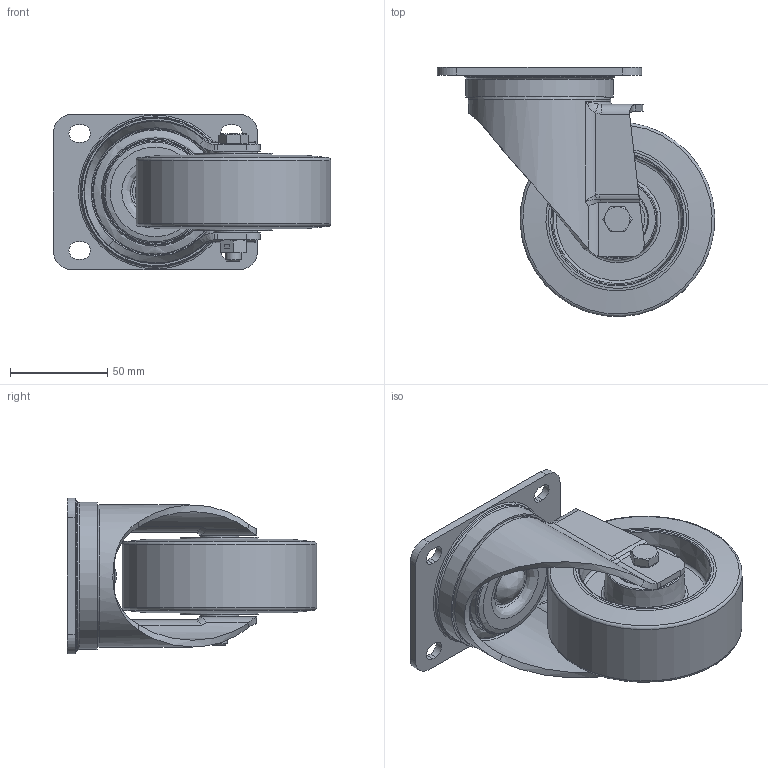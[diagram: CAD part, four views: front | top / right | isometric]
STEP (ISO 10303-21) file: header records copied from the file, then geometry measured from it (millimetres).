
FILE_DESCRIPTION (( 'STEP AP214' ), '1' );
FILE_NAME ('0020233BL_L-IM-PUZA-100-K-3.STEP', '2019-05-28T10:03:38', ( '' ), ( '' ), 'SwSTEP 2.0', 'SolidWorks 2018', '' );
FILE_SCHEMA (( 'AUTOMOTIVE_DESIGN' ));
Length unit declared in the file: millimetre
Products named in the file (1): 0020233BL_L-IM-PUZA-100-K-3
Bounding box: 142.46 x 127.96 x 80 mm (x, y, z)
Surface area: 121026.7 mm2 (no closed solid volume)
Topology: 0 solids, 19 shells, 493 faces, 1330 edges, 872 vertices
Faces by surface type: plane 278, cylinder 110, bspline 50, cone 38, torus 17
Full cylindrical faces by diameter (mm): 6.8 x1, 8 x2, 8.2 x2, 8.5 x2, 11.9 x2, 12 x2, 13 x1, 18 x2, 20 x2, 21 x1, 28 x3, 32 x4, 52.5 x2, 66 x1, 73 x1, 73.5 x2, 75.69 x1, 100 x1
Entity records: 23897 total; most frequent: CARTESIAN_POINT 6899, DIRECTION 2278, ORIENTED_EDGE 2150, EDGE_CURVE 1208, VERTEX_POINT 845, LINE 782, VECTOR 782, AXIS2_PLACEMENT_3D 748
